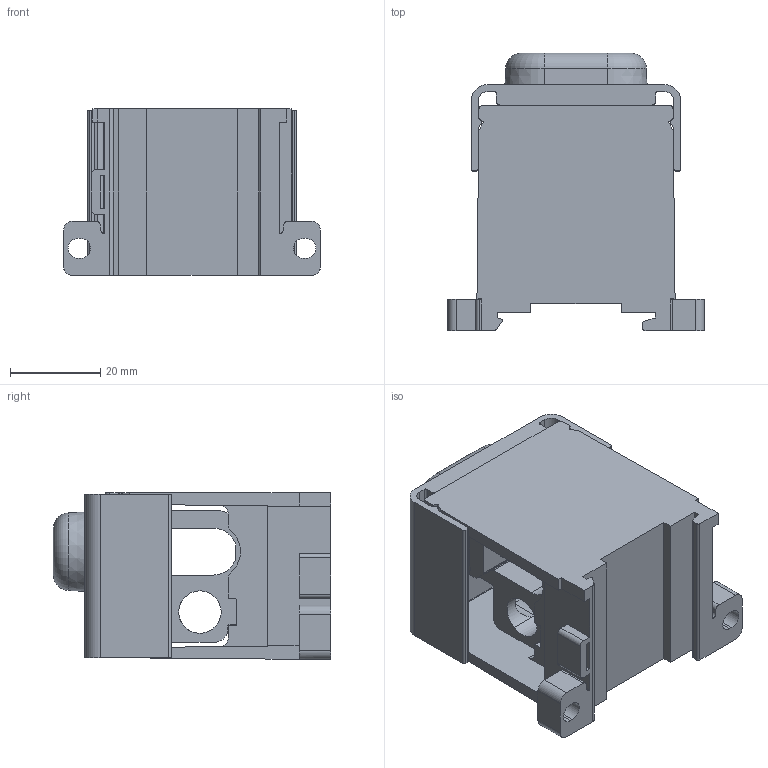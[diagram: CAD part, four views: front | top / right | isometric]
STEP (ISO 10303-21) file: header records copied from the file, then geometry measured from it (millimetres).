
FILE_DESCRIPTION((''),'2;1');
FILE_NAME('50-35','2024-02-19T',('dell'),(''),'PRO/ENGINEER BY PARAMETRIC TECHNOLOGY CORPORATION, 2013230','PRO/ENGINEER BY PARAMETRIC TECHNOLOGY CORPORATION, 2013230','');
FILE_SCHEMA(('AUTOMOTIVE_DESIGN { 1 0 10303 214 1 1 1 1 }'));
Length unit declared in the file: millimetre
Products named in the file (1): 50-35
Bounding box: 57 x 61.5 x 37 mm (x, y, z)
Volume: 49304.7 mm3; surface area: 24552.5 mm2
Topology: 1 solids, 1 shells, 246 faces, 726 edges, 475 vertices
Faces by surface type: plane 142, cylinder 100, cone 2, torus 2
Entity records: 8425 total; most frequent: CARTESIAN_POINT 1670, ORIENTED_EDGE 1452, DIRECTION 1350, EDGE_CURVE 726, VECTOR 514, LINE 514, VERTEX_POINT 475, AXIS2_PLACEMENT_3D 418
